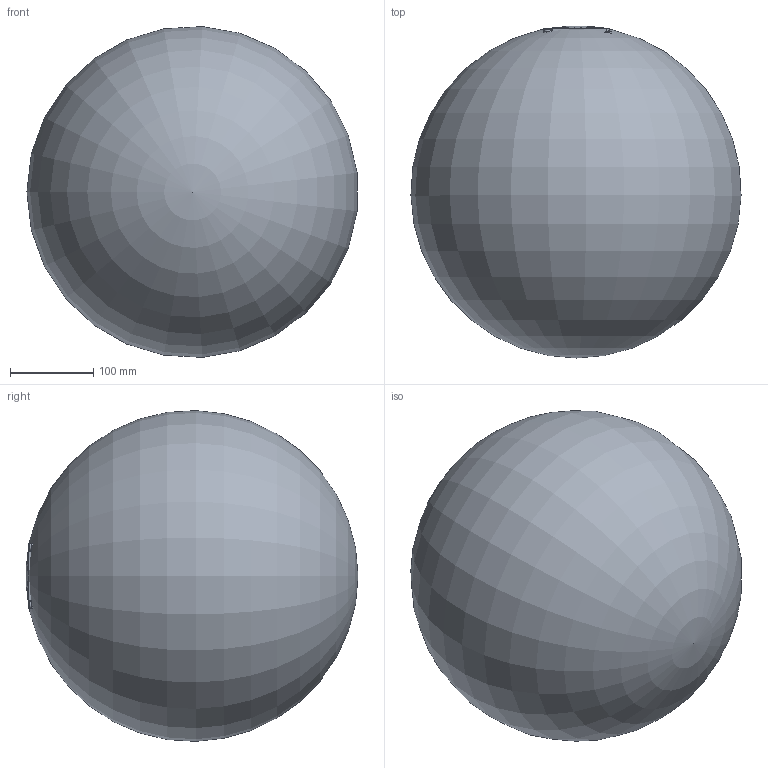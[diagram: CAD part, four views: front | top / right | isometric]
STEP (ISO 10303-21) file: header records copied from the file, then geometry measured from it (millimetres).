
FILE_DESCRIPTION(/* description */ ('STEP AP203'),/* implementation_level */ '2;1');
FILE_NAME(/* name */ '66a0f99fd69a8d5df58b100d',/* time_stamp */ '2024-07-24T12:54:56Z',/* author */ (''),/* organization */ (''),/* preprocessor_version */ 'ST-DEVELOPER v20',/* originating_system */ ' ',/* authorisation */ ' ');
FILE_SCHEMA (('CONFIG_CONTROL_DESIGN'));
Length unit declared in the file: metre
Products named in the file (28): IGKU65-40F; 1; Klemmenkasten_AK2
Assembly tree (27 placements, depth 2):
  IGKU65-40F
    1
    Klemmenkasten_AK2
    Klemmenkasten_AK2
    Klemmenkasten_AK2
    Klemmenkasten_AK2
    Klemmenkasten_AK2
    Klemmenkasten_AK2
    Klemmenkasten_AK2
    Klemmenkasten_AK2
    Klemmenkasten_AK2
    Klemmenkasten_AK2
    Klemmenkasten_AK2
    Klemmenkasten_AK2
    Klemmenkasten_AK2
    Klemmenkasten_AK2
    Klemmenkasten_AK2
    Klemmenkasten_AK2
    Klemmenkasten_AK2
    Klemmenkasten_AK2
    Klemmenkasten_AK2
    Klemmenkasten_AK2
    Klemmenkasten_AK2
    Klemmenkasten_AK2
    Klemmenkasten_AK2
    Klemmenkasten_AK2
    Klemmenkasten_AK2
    Klemmenkasten_AK2
Bounding box: 397.61 x 399.77 x 398.28 mm (x, y, z)
Volume: 619736.9 mm3; surface area: 1089228 mm2
Topology: 1 solids, 27 shells, 862 faces, 2411 edges, 1540 vertices
Faces by surface type: cylinder 350, plane 349, torus 64, bspline 43, sphere 29, cone 27
Full cylindrical faces by diameter (mm): 2.5 x1, 3 x4, 3.242 x4, 3.4 x4, 5.8 x4, 8 x5, 13 x2, 15 x1, 15.5 x2, 19 x2, 20 x3, 32 x1, 66 x1
Entity records: 28652 total; most frequent: CARTESIAN_POINT 6568, DIRECTION 4691, ORIENTED_EDGE 4115, EDGE_CURVE 2287, AXIS2_PLACEMENT_3D 1737, VERTEX_POINT 1521, LINE 1217, VECTOR 1217
